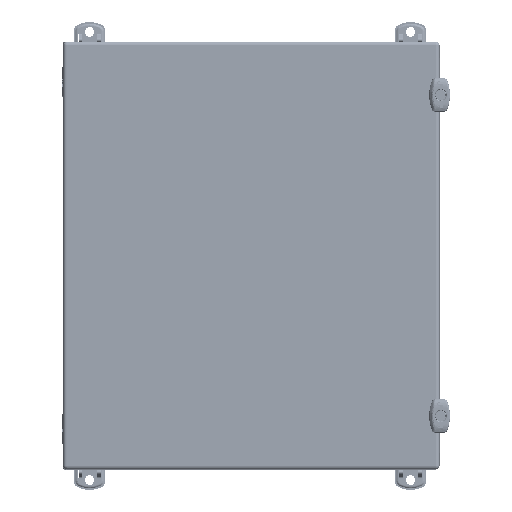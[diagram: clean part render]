
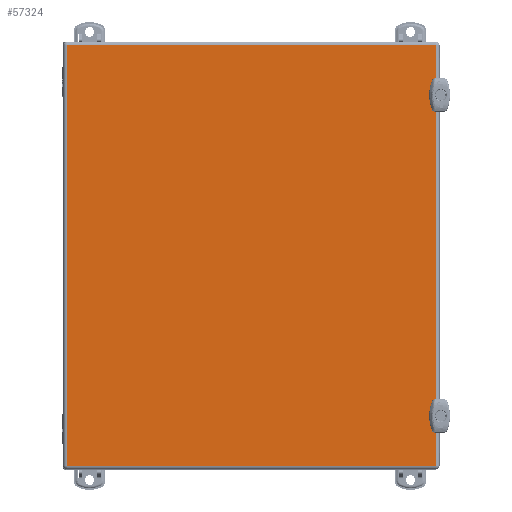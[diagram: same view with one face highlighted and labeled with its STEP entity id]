
A CAD part, top view. The second image highlights one B-rep face of the part: STEP entity #57324.
In plain terms, the highlighted planar face has unit normal (0, 0, 1).
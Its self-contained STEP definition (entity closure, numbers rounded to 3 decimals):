
#4189=PLANE('',#62022);
#6175=FACE_OUTER_BOUND('',#9709,.T.);
#9709=EDGE_LOOP('',(#44225,#44226,#44227,#44228,#44229,#44230,#44231,#44232,
#44233,#44234,#44235,#44236,#44237,#44238,#44239,#44240));
#13835=LINE('',#96793,#18581);
#13838=LINE('',#96801,#18584);
#13841=LINE('',#96815,#18587);
#13868=LINE('',#96905,#18614);
#13873=LINE('',#96920,#18619);
#13876=LINE('',#96926,#18622);
#13879=LINE('',#96937,#18625);
#13883=LINE('',#96952,#18629);
#13887=LINE('',#96962,#18633);
#14058=LINE('',#97498,#18804);
#14060=LINE('',#97508,#18806);
#14061=LINE('',#97514,#18807);
#18581=VECTOR('',#70405,0.394);
#18584=VECTOR('',#70412,0.394);
#18587=VECTOR('',#70421,0.394);
#18614=VECTOR('',#70500,0.394);
#18619=VECTOR('',#70515,0.394);
#18622=VECTOR('',#70520,0.394);
#18625=VECTOR('',#70531,0.394);
#18629=VECTOR('',#70549,0.394);
#18633=VECTOR('',#70561,0.394);
#18804=VECTOR('',#70948,0.394);
#18806=VECTOR('',#70960,0.394);
#18807=VECTOR('',#70971,0.394);
#22145=CIRCLE('',#61884,0.03);
#22147=CIRCLE('',#61888,0.03);
#22149=CIRCLE('',#61891,0.03);
#22151=CIRCLE('',#61895,0.03);
#25545=VERTEX_POINT('',#96790);
#25546=VERTEX_POINT('',#96792);
#25548=VERTEX_POINT('',#96798);
#25549=VERTEX_POINT('',#96800);
#25553=VERTEX_POINT('',#96813);
#25581=VERTEX_POINT('',#96902);
#25582=VERTEX_POINT('',#96904);
#25587=VERTEX_POINT('',#96918);
#25589=VERTEX_POINT('',#96924);
#25591=VERTEX_POINT('',#96930);
#25593=VERTEX_POINT('',#96936);
#25595=VERTEX_POINT('',#96945);
#25597=VERTEX_POINT('',#96951);
#25599=VERTEX_POINT('',#96957);
#25738=VERTEX_POINT('',#97492);
#25743=VERTEX_POINT('',#97506);
#32052=EDGE_CURVE('',#25546,#25545,#13835,.T.);
#32056=EDGE_CURVE('',#25548,#25549,#13838,.T.);
#32062=EDGE_CURVE('',#25553,#25545,#13841,.T.);
#32104=EDGE_CURVE('',#25582,#25581,#13868,.T.);
#32112=EDGE_CURVE('',#25587,#25581,#13873,.T.);
#32115=EDGE_CURVE('',#25548,#25589,#13876,.T.);
#32117=EDGE_CURVE('',#25591,#25546,#22145,.T.);
#32120=EDGE_CURVE('',#25593,#25591,#13879,.T.);
#32123=EDGE_CURVE('',#25589,#25593,#22147,.T.);
#32125=EDGE_CURVE('',#25595,#25582,#22149,.T.);
#32128=EDGE_CURVE('',#25597,#25595,#13883,.T.);
#32131=EDGE_CURVE('',#25599,#25597,#22151,.T.);
#32134=EDGE_CURVE('',#25553,#25599,#13887,.T.);
#32347=EDGE_CURVE('',#25549,#25738,#14058,.T.);
#32352=EDGE_CURVE('',#25743,#25587,#14060,.T.);
#32356=EDGE_CURVE('',#25738,#25743,#14061,.T.);
#44225=ORIENTED_EDGE('',*,*,#32052,.T.);
#44226=ORIENTED_EDGE('',*,*,#32062,.F.);
#44227=ORIENTED_EDGE('',*,*,#32134,.T.);
#44228=ORIENTED_EDGE('',*,*,#32131,.T.);
#44229=ORIENTED_EDGE('',*,*,#32128,.T.);
#44230=ORIENTED_EDGE('',*,*,#32125,.T.);
#44231=ORIENTED_EDGE('',*,*,#32104,.T.);
#44232=ORIENTED_EDGE('',*,*,#32112,.F.);
#44233=ORIENTED_EDGE('',*,*,#32352,.F.);
#44234=ORIENTED_EDGE('',*,*,#32356,.F.);
#44235=ORIENTED_EDGE('',*,*,#32347,.F.);
#44236=ORIENTED_EDGE('',*,*,#32056,.F.);
#44237=ORIENTED_EDGE('',*,*,#32115,.T.);
#44238=ORIENTED_EDGE('',*,*,#32123,.T.);
#44239=ORIENTED_EDGE('',*,*,#32120,.T.);
#44240=ORIENTED_EDGE('',*,*,#32117,.T.);
#57324=ADVANCED_FACE('',(#6175),#4189,.T.);
#61884=AXIS2_PLACEMENT_3D('',#96931,#70525,#70526);
#61888=AXIS2_PLACEMENT_3D('',#96941,#70537,#70538);
#61891=AXIS2_PLACEMENT_3D('',#96946,#70543,#70544);
#61895=AXIS2_PLACEMENT_3D('',#96958,#70555,#70556);
#62022=AXIS2_PLACEMENT_3D('',#97524,#70988,#70989);
#70405=DIRECTION('',(1.,0.,0.));
#70412=DIRECTION('',(0.,-1.,0.));
#70421=DIRECTION('',(0.,-1.,0.));
#70500=DIRECTION('',(1.,0.,0.));
#70515=DIRECTION('',(0.,-1.,0.));
#70520=DIRECTION('',(-1.,0.,0.));
#70525=DIRECTION('center_axis',(0.,0.,-1.));
#70526=DIRECTION('ref_axis',(0.,1.,0.));
#70531=DIRECTION('',(0.,1.,0.));
#70537=DIRECTION('center_axis',(0.,0.,-1.));
#70538=DIRECTION('ref_axis',(-1.,0.,0.));
#70543=DIRECTION('center_axis',(0.,0.,-1.));
#70544=DIRECTION('ref_axis',(0.,1.,0.));
#70549=DIRECTION('',(0.,1.,0.));
#70555=DIRECTION('center_axis',(0.,0.,-1.));
#70556=DIRECTION('ref_axis',(-1.,0.,0.));
#70561=DIRECTION('',(-1.,0.,0.));
#70948=DIRECTION('',(-1.,0.,0.));
#70960=DIRECTION('',(1.,0.,0.));
#70971=DIRECTION('',(0.,1.,0.));
#70988=DIRECTION('center_axis',(0.,0.,1.));
#70989=DIRECTION('ref_axis',(1.,0.,0.));
#96790=CARTESIAN_POINT('',(6.894,-5.438,0.053));
#96792=CARTESIAN_POINT('',(6.867,-5.438,0.053));
#96793=CARTESIAN_POINT('',(3.535,-5.438,0.053));
#96798=CARTESIAN_POINT('',(6.894,-6.563,0.053));
#96800=CARTESIAN_POINT('',(6.894,-7.854,0.053));
#96801=CARTESIAN_POINT('',(6.894,-3.927,0.053));
#96813=CARTESIAN_POINT('',(6.894,5.438,0.053));
#96815=CARTESIAN_POINT('',(6.894,-3.927,0.053));
#96902=CARTESIAN_POINT('',(6.894,6.563,0.053));
#96904=CARTESIAN_POINT('',(6.867,6.563,0.053));
#96905=CARTESIAN_POINT('',(3.535,6.563,0.053));
#96918=CARTESIAN_POINT('',(6.894,7.854,0.053));
#96920=CARTESIAN_POINT('',(6.894,-3.927,0.053));
#96924=CARTESIAN_POINT('',(6.867,-6.563,0.053));
#96926=CARTESIAN_POINT('',(3.433,-6.563,0.053));
#96930=CARTESIAN_POINT('',(6.837,-5.468,0.053));
#96931=CARTESIAN_POINT('Origin',(6.867,-5.468,0.053));
#96936=CARTESIAN_POINT('',(6.837,-6.533,0.053));
#96937=CARTESIAN_POINT('',(6.837,-2.734,0.053));
#96941=CARTESIAN_POINT('Origin',(6.867,-6.533,0.053));
#96945=CARTESIAN_POINT('',(6.837,6.533,0.053));
#96946=CARTESIAN_POINT('Origin',(6.867,6.533,0.053));
#96951=CARTESIAN_POINT('',(6.837,5.468,0.053));
#96952=CARTESIAN_POINT('',(6.837,3.266,0.053));
#96957=CARTESIAN_POINT('',(6.867,5.438,0.053));
#96958=CARTESIAN_POINT('Origin',(6.867,5.468,0.053));
#96962=CARTESIAN_POINT('',(3.433,5.438,0.053));
#97492=CARTESIAN_POINT('',(-6.894,-7.854,0.053));
#97498=CARTESIAN_POINT('',(-3.447,-7.854,0.053));
#97506=CARTESIAN_POINT('',(-6.894,7.854,0.053));
#97508=CARTESIAN_POINT('',(3.447,7.854,0.053));
#97514=CARTESIAN_POINT('',(-6.894,3.927,0.053));
#97524=CARTESIAN_POINT('Origin',(0.,0.,
0.053));
